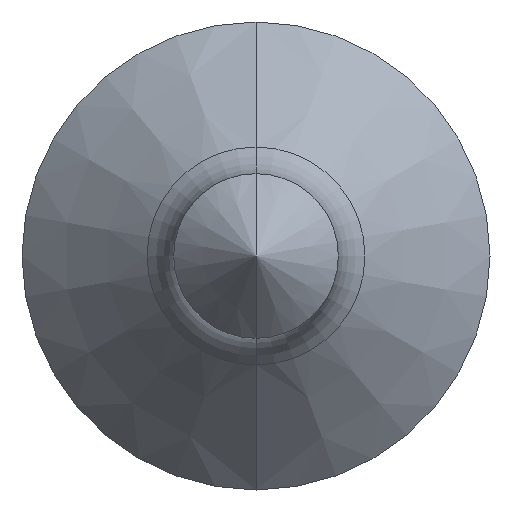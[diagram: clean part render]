
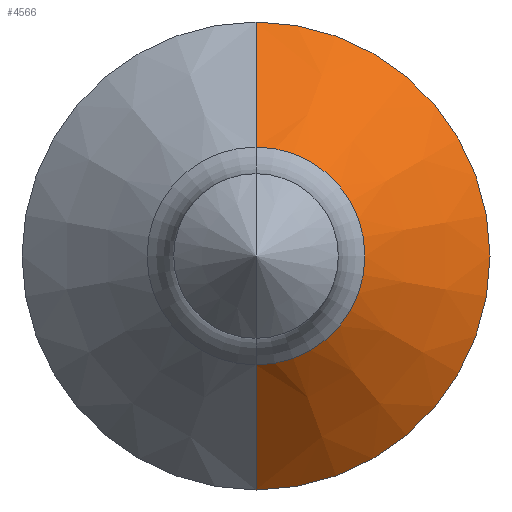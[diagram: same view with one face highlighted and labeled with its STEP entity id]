
A CAD part, front view. The second image highlights one B-rep face of the part: STEP entity #4566.
In plain terms, the highlighted conical face has half-angle 45 degrees and reference radius 2.515 mm.
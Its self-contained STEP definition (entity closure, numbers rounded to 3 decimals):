
#685 = ORIENTED_EDGE ( 'NONE', *, *, #6185, .T. ) ;
#1318 = CONICAL_SURFACE ( 'NONE', #15594, 2.515, 0.785 ) ;
#1388 = EDGE_CURVE ( 'NONE', #2922, #4695, #17032, .T. ) ;
#1597 = EDGE_LOOP ( 'NONE', ( #14838, #685, #12613, #15327 ) ) ;
#2922 = VERTEX_POINT ( 'NONE', #16892 ) ;
#3653 = VECTOR ( 'NONE', #12479, 1000. ) ;
#4566 = ADVANCED_FACE ( 'NONE', ( #5479 ), #1318, .T. ) ;
#4695 = VERTEX_POINT ( 'NONE', #14114 ) ;
#4781 = VERTEX_POINT ( 'NONE', #7779 ) ;
#4940 = EDGE_CURVE ( 'NONE', #4781, #7999, #16252, .T. ) ;
#5479 = FACE_OUTER_BOUND ( 'NONE', #1597, .T. ) ;
#6185 = EDGE_CURVE ( 'NONE', #4781, #2922, #16213, .T. ) ;
#6670 = CARTESIAN_POINT ( 'NONE',  ( 0., 15.785, 0. ) ) ;
#6755 = CARTESIAN_POINT ( 'NONE',  ( 0., 18.67, 0. ) ) ;
#7779 = CARTESIAN_POINT ( 'NONE',  ( 0., 15.785, -2.515 ) ) ;
#7999 = VERTEX_POINT ( 'NONE', #9883 ) ;
#8426 = DIRECTION ( 'NONE',  ( 0., 0., 1. ) ) ;
#8594 = CARTESIAN_POINT ( 'NONE',  ( 0., 15.785, -2.515 ) ) ;
#9883 = CARTESIAN_POINT ( 'NONE',  ( 0., 15.785, 2.515 ) ) ;
#10664 = AXIS2_PLACEMENT_3D ( 'NONE', #6755, #12087, #13485 ) ;
#11096 = LINE ( 'NONE', #11207, #3653 ) ;
#11143 = AXIS2_PLACEMENT_3D ( 'NONE', #6670, #16116, #14661 ) ;
#11207 = CARTESIAN_POINT ( 'NONE',  ( 0., 15.785, 2.515 ) ) ;
#12087 = DIRECTION ( 'NONE',  ( 0., -1., 0. ) ) ;
#12131 = EDGE_CURVE ( 'NONE', #7999, #4695, #11096, .T. ) ;
#12439 = DIRECTION ( 'NONE',  ( 0., 1., 0. ) ) ;
#12479 = DIRECTION ( 'NONE',  ( 0., 0.707, 0.707 ) ) ;
#12613 = ORIENTED_EDGE ( 'NONE', *, *, #1388, .T. ) ;
#13485 = DIRECTION ( 'NONE',  ( 0., 0., -1. ) ) ;
#13775 = CARTESIAN_POINT ( 'NONE',  ( 0., 15.785, 0. ) ) ;
#14114 = CARTESIAN_POINT ( 'NONE',  ( 0., 18.67, 5.4 ) ) ;
#14388 = DIRECTION ( 'NONE',  ( 0., 0.707, -0.707 ) ) ;
#14661 = DIRECTION ( 'NONE',  ( 0., 0., -1. ) ) ;
#14838 = ORIENTED_EDGE ( 'NONE', *, *, #4940, .F. ) ;
#15327 = ORIENTED_EDGE ( 'NONE', *, *, #12131, .F. ) ;
#15594 = AXIS2_PLACEMENT_3D ( 'NONE', #13775, #12439, #8426 ) ;
#16116 = DIRECTION ( 'NONE',  ( 0., -1., 0. ) ) ;
#16213 = LINE ( 'NONE', #8594, #16437 ) ;
#16252 = CIRCLE ( 'NONE', #11143, 2.515 ) ;
#16437 = VECTOR ( 'NONE', #14388, 1000. ) ;
#16892 = CARTESIAN_POINT ( 'NONE',  ( 0., 18.67, -5.4 ) ) ;
#17032 = CIRCLE ( 'NONE', #10664, 5.4 ) ;
